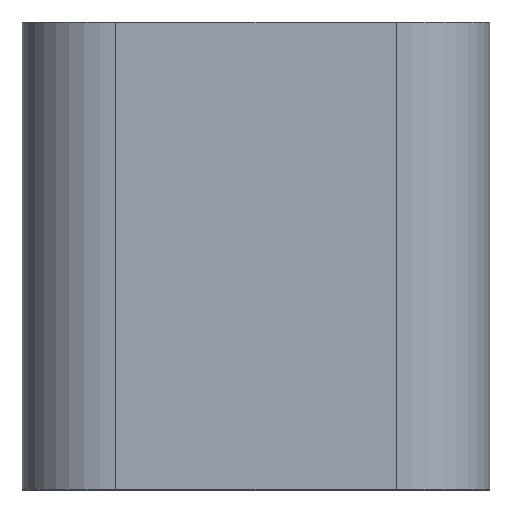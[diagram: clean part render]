
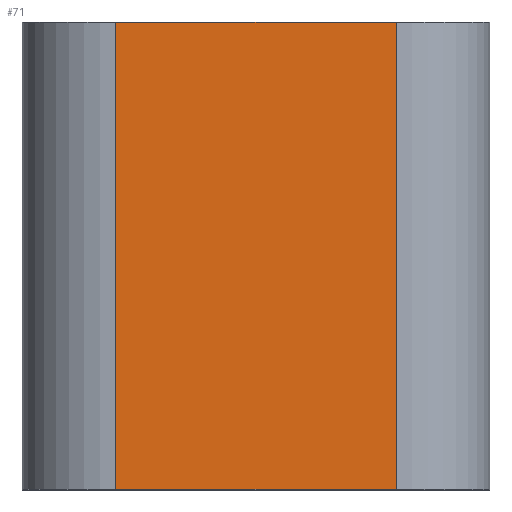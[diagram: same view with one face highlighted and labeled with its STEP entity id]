
A CAD part, top view. The second image highlights one B-rep face of the part: STEP entity #71.
In plain terms, the highlighted planar face has unit normal (0, 0, 1).
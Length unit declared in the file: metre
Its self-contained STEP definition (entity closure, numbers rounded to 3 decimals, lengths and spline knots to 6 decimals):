
#71 = ADVANCED_FACE( '', ( #151 ), #152, .F. );
#151 = FACE_OUTER_BOUND( '', #226, .T. );
#152 = PLANE( '', #227 );
#226 = EDGE_LOOP( '', ( #350, #351, #352, #353 ) );
#227 = AXIS2_PLACEMENT_3D( '', #354, #355, #356 );
#350 = ORIENTED_EDGE( '', *, *, #405, .F. );
#351 = ORIENTED_EDGE( '', *, *, #375, .T. );
#352 = ORIENTED_EDGE( '', *, *, #411, .T. );
#353 = ORIENTED_EDGE( '', *, *, #392, .T. );
#354 = CARTESIAN_POINT( '', ( -0.01, 0.02, 0.0075 ) );
#355 = DIRECTION( '', ( 0., 0., -1. ) );
#356 = DIRECTION( '', ( -1., 0., 0. ) );
#375 = EDGE_CURVE( '', #426, #430, #432, .F. );
#392 = EDGE_CURVE( '', #458, #455, #459, .T. );
#405 = EDGE_CURVE( '', #426, #455, #475, .T. );
#411 = EDGE_CURVE( '', #430, #458, #482, .T. );
#426 = VERTEX_POINT( '', #534 );
#430 = VERTEX_POINT( '', #539 );
#432 = LINE( '', #541, #542 );
#455 = VERTEX_POINT( '', #569 );
#458 = VERTEX_POINT( '', #572 );
#459 = LINE( '', #573, #574 );
#475 = LINE( '', #630, #631 );
#482 = LINE( '', #640, #641 );
#534 = CARTESIAN_POINT( '', ( -0.006, 0.02, 0.0075 ) );
#539 = CARTESIAN_POINT( '', ( -0.006, 0., 0.0075 ) );
#541 = CARTESIAN_POINT( '', ( -0.006, 0.02, 0.0075 ) );
#542 = VECTOR( '', #660, 1. );
#569 = CARTESIAN_POINT( '', ( 0.006, 0.02, 0.0075 ) );
#572 = CARTESIAN_POINT( '', ( 0.006, 0., 0.0075 ) );
#573 = CARTESIAN_POINT( '', ( 0.006, 0.02, 0.0075 ) );
#574 = VECTOR( '', #680, 1. );
#630 = CARTESIAN_POINT( '', ( -0.01, 0.02, 0.0075 ) );
#631 = VECTOR( '', #693, 1. );
#640 = CARTESIAN_POINT( '', ( -0.01, 0., 0.0075 ) );
#641 = VECTOR( '', #699, 1. );
#660 = DIRECTION( '', ( 0., 1., 0. ) );
#680 = DIRECTION( '', ( 0., 1., 0. ) );
#693 = DIRECTION( '', ( 1., 0., 0. ) );
#699 = DIRECTION( '', ( 1., 0., 0. ) );
